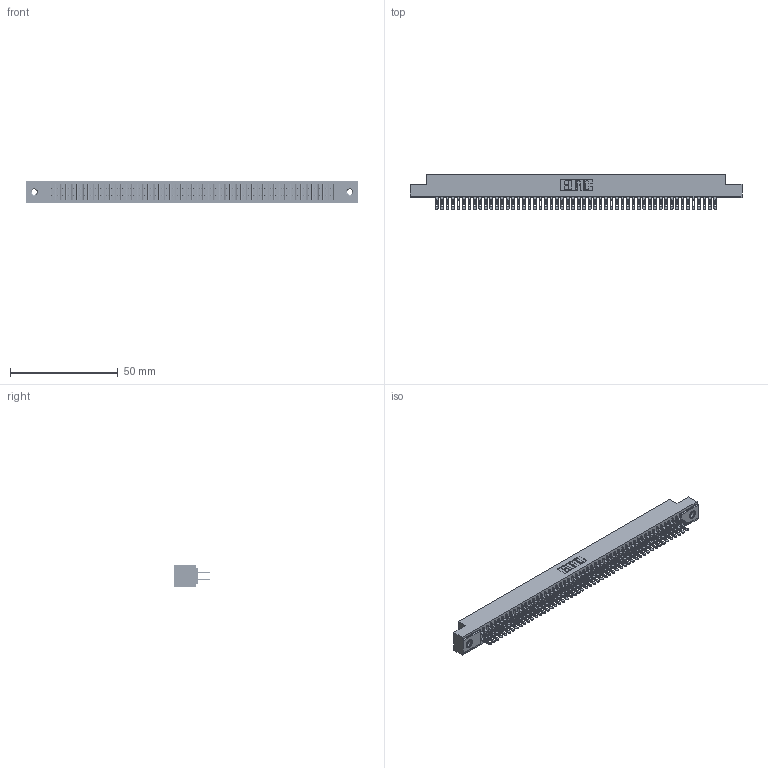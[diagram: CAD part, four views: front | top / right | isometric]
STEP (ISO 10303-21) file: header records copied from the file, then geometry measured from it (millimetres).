
FILE_DESCRIPTION (( 'STEP AP203' ), '1' );
FILE_NAME ('341-104-500-207.STEP', '2018-08-08T11:25:22', ( '' ), ( '' ), 'SwSTEP 2.0', 'SolidWorks 2016', '' );
FILE_SCHEMA (( 'CONFIG_CONTROL_DESIGN' ));
Length unit declared in the file: inch
Products named in the file (4): 341-104-500-207; 341 Part_.156 (3.96) Dia Mounting Holes; 341-292-001_341-292-100; 345-250-001_345-250-005-103
Assembly tree (107 placements, depth 2):
  341-104-500-207
    341 Part_.156 (3.96) Dia Mounting Holes
    341-292-001_341-292-100  x104
    345-250-001_345-250-005-103  x2
Bounding box: 154.31 x 16.69 x 10.16 mm (x, y, z)
Volume: 11524.2 mm3; surface area: 21675.1 mm2
Topology: 107 solids, 107 shells, 7040 faces, 20368 edges, 13186 vertices
Faces by surface type: plane 4052, cylinder 2764, sphere 106, torus 106, cone 12
Entity records: 62792 total; most frequent: CARTESIAN_POINT 10419, ORIENTED_EDGE 10348, DIRECTION 10118, EDGE_CURVE 5174, LINE 4184, VECTOR 4184, VERTEX_POINT 3268, AXIS2_PLACEMENT_3D 2967
